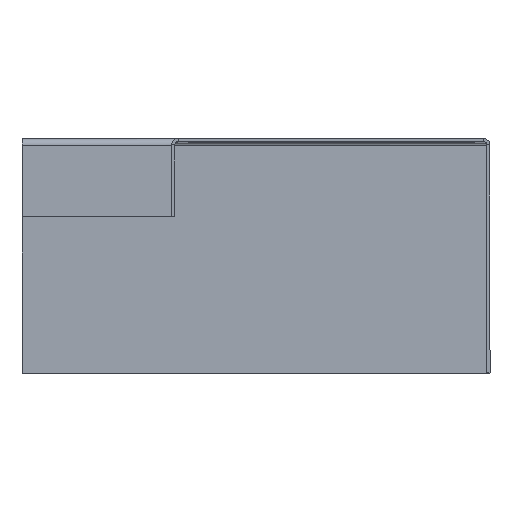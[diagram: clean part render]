
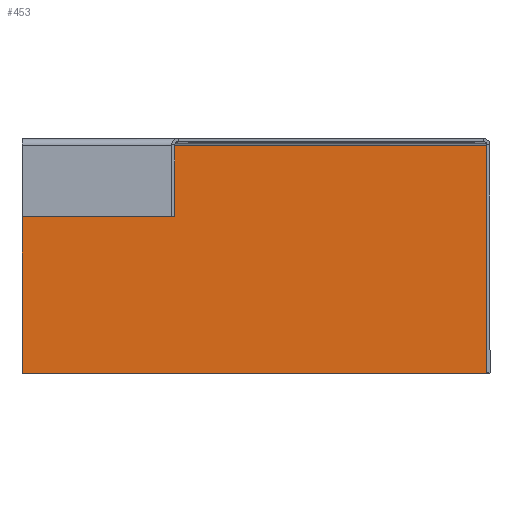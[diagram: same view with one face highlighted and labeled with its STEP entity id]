
A CAD part, top view. The second image highlights one B-rep face of the part: STEP entity #453.
In plain terms, the highlighted planar face has unit normal (0, 0, 1).
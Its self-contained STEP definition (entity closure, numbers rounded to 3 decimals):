
#48 = CARTESIAN_POINT ( 'NONE',  ( 148., -125., -202. ) ) ;
#55 = CARTESIAN_POINT ( 'NONE',  ( 148., 0., -202. ) ) ;
#59 = PLANE ( 'NONE',  #284 ) ;
#106 = VERTEX_POINT ( 'NONE', #1263 ) ;
#127 = CARTESIAN_POINT ( 'NONE',  ( -150., -125., -202. ) ) ;
#191 = VERTEX_POINT ( 'NONE', #1244 ) ;
#266 = LINE ( 'NONE', #55, #1035 ) ;
#276 = FACE_OUTER_BOUND ( 'NONE', #1467, .T. ) ;
#284 = AXIS2_PLACEMENT_3D ( 'NONE', #521, #1207, #397 ) ;
#297 = DIRECTION ( 'NONE',  ( 0., -1., 0. ) ) ;
#397 = DIRECTION ( 'NONE',  ( 0., -1., 0. ) ) ;
#453 = ADVANCED_FACE ( 'NONE', ( #276 ), #59, .T. ) ;
#476 = VERTEX_POINT ( 'NONE', #749 ) ;
#521 = CARTESIAN_POINT ( 'NONE',  ( 0., 0., -202. ) ) ;
#532 = LINE ( 'NONE', #1108, #1429 ) ;
#633 = ORIENTED_EDGE ( 'NONE', *, *, #1068, .F. ) ;
#685 = ORIENTED_EDGE ( 'NONE', *, *, #1078, .F. ) ;
#707 = LINE ( 'NONE', #730, #1470 ) ;
#726 = VERTEX_POINT ( 'NONE', #48 ) ;
#730 = CARTESIAN_POINT ( 'NONE',  ( -150., 23., -202. ) ) ;
#749 = CARTESIAN_POINT ( 'NONE',  ( 148., 21., -202. ) ) ;
#852 = DIRECTION ( 'NONE',  ( 1., 0., 0. ) ) ;
#1035 = VECTOR ( 'NONE', #297, 1000. ) ;
#1068 = EDGE_CURVE ( 'NONE', #191, #106, #707, .T. ) ;
#1078 = EDGE_CURVE ( 'NONE', #726, #191, #1290, .T. ) ;
#1095 = ORIENTED_EDGE ( 'NONE', *, *, #1246, .F. ) ;
#1108 = CARTESIAN_POINT ( 'NONE',  ( -150., 21., -202. ) ) ;
#1207 = DIRECTION ( 'NONE',  ( 0., 0., 1. ) ) ;
#1229 = ORIENTED_EDGE ( 'NONE', *, *, #1243, .F. ) ;
#1243 = EDGE_CURVE ( 'NONE', #476, #726, #266, .T. ) ;
#1244 = CARTESIAN_POINT ( 'NONE',  ( -150., -125., -202. ) ) ;
#1246 = EDGE_CURVE ( 'NONE', #106, #476, #532, .T. ) ;
#1263 = CARTESIAN_POINT ( 'NONE',  ( -150., 21., -202. ) ) ;
#1290 = LINE ( 'NONE', #127, #1352 ) ;
#1352 = VECTOR ( 'NONE', #1387, 1000. ) ;
#1387 = DIRECTION ( 'NONE',  ( -1., 0., 0. ) ) ;
#1409 = DIRECTION ( 'NONE',  ( 0., 1., 0. ) ) ;
#1429 = VECTOR ( 'NONE', #852, 1000. ) ;
#1467 = EDGE_LOOP ( 'NONE', ( #685, #1229, #1095, #633 ) ) ;
#1470 = VECTOR ( 'NONE', #1409, 1000. ) ;
